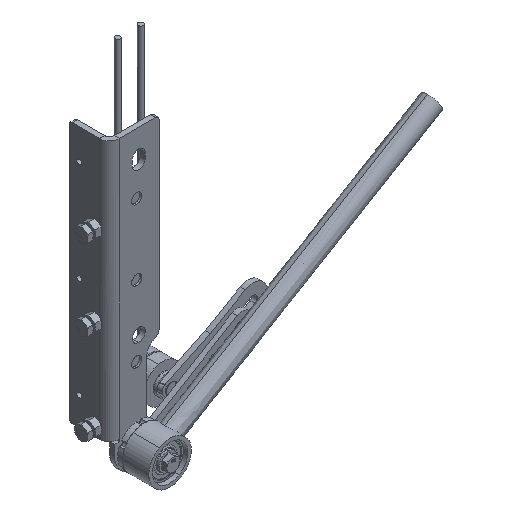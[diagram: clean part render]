
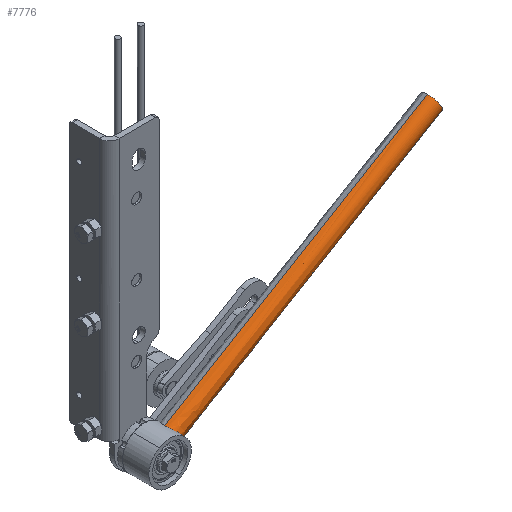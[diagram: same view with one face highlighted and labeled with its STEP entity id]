
A CAD part, isometric view. The second image highlights one B-rep face of the part: STEP entity #7776.
In plain terms, the highlighted free-form (B-spline) face has degree [2, 1] with [5, 2] control points.
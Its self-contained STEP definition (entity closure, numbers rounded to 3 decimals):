
#7662 = VERTEX_POINT('',#7663);
#7663 = CARTESIAN_POINT('',(489.255,79.669,
    203.277));
#7664 = VERTEX_POINT('',#7665);
#7665 = CARTESIAN_POINT('',(474.867,79.669,
    227.463));
#7673 = EDGE_CURVE('',#7662,#7674,#7676,.T.);
#7674 = VERTEX_POINT('',#7675);
#7675 = CARTESIAN_POINT('',(104.483,79.669,
    -25.627));
#7676 = B_SPLINE_CURVE_WITH_KNOTS('',1,(#7677,#7678),.UNSPECIFIED.,.F.,
  .F.,(2,2),(-0.,302.272),.PIECEWISE_BEZIER_KNOTS.);
#7677 = CARTESIAN_POINT('',(489.255,79.669,
    203.277));
#7678 = CARTESIAN_POINT('',(104.483,79.669,
    -25.627));
#7681 = VERTEX_POINT('',#7682);
#7682 = CARTESIAN_POINT('',(90.095,79.669,
    -1.441));
#7733 = EDGE_CURVE('',#7664,#7681,#7734,.T.);
#7734 = B_SPLINE_CURVE_WITH_KNOTS('',1,(#7735,#7736),.UNSPECIFIED.,.F.,
  .F.,(2,2),(-0.,302.272),.PIECEWISE_BEZIER_KNOTS.);
#7735 = CARTESIAN_POINT('',(474.867,79.669,
    227.463));
#7736 = CARTESIAN_POINT('',(90.095,79.669,
    -1.441));
#7752 = EDGE_CURVE('',#7664,#7662,#7753,.T.);
#7753 = ( BOUNDED_CURVE() B_SPLINE_CURVE(2,(#7754,#7755,#7756,#7757,
#7758),.UNSPECIFIED.,.F.,.F.) B_SPLINE_CURVE_WITH_KNOTS((3,2,3),(
    3.142,4.712,6.283),
.PIECEWISE_BEZIER_KNOTS.) CURVE() GEOMETRIC_REPRESENTATION_ITEM() 
RATIONAL_B_SPLINE_CURVE((1.,0.707,1.,0.707,1.)) 
REPRESENTATION_ITEM('') );
#7754 = CARTESIAN_POINT('',(474.867,79.669,
    227.463));
#7755 = CARTESIAN_POINT('',(474.867,65.598,
    227.463));
#7756 = CARTESIAN_POINT('',(482.061,65.598,
    215.37));
#7757 = CARTESIAN_POINT('',(489.255,65.598,
    203.277));
#7758 = CARTESIAN_POINT('',(489.255,79.669,
    203.277));
#7776 = ADVANCED_FACE('',(#7777),#7833,.T.);
#7777 = FACE_BOUND('',#7778,.T.);
#7778 = EDGE_LOOP('',(#7779,#7780,#7781,#7782));
#7779 = ORIENTED_EDGE('',*,*,#7673,.F.);
#7780 = ORIENTED_EDGE('',*,*,#7752,.F.);
#7781 = ORIENTED_EDGE('',*,*,#7733,.T.);
#7782 = ORIENTED_EDGE('',*,*,#7783,.F.);
#7783 = EDGE_CURVE('',#7674,#7681,#7784,.T.);
#7784 = B_SPLINE_CURVE_WITH_KNOTS('',3,(#7785,#7786,#7787,#7788,#7789,
    #7790,#7791,#7792,#7793,#7794,#7795,#7796,#7797,#7798,#7799,#7800,
    #7801,#7802,#7803,#7804,#7805,#7806,#7807,#7808,#7809,#7810,#7811,
    #7812,#7813,#7814,#7815,#7816,#7817,#7818,#7819,#7820,#7821,#7822,
    #7823,#7824,#7825,#7826,#7827,#7828,#7829,#7830,#7831,#7832),
  .UNSPECIFIED.,.F.,.F.,(4,2,2,2,2,2,2,2,2,2,2,2,2,2,2,2,2,2,2,2,2,2,2,4
    ),(0.,0.002,0.003,
    0.004,0.006,0.007,
    0.008,0.008,0.009,
    0.011,0.012,0.013,
    0.015,0.016,0.017,
    0.018,0.019,0.021,
    0.023,0.024,0.025,
    0.026,0.028,0.03),
  .UNSPECIFIED.);
#7785 = CARTESIAN_POINT('',(104.483,79.669,
    -25.627));
#7786 = CARTESIAN_POINT('',(104.483,78.725,
    -25.627));
#7787 = CARTESIAN_POINT('',(104.477,77.8,
    -25.521));
#7788 = CARTESIAN_POINT('',(104.453,76.439,
    -25.216));
#7789 = CARTESIAN_POINT('',(104.443,75.989,
    -25.09));
#7790 = CARTESIAN_POINT('',(104.416,75.099,
    -24.789));
#7791 = CARTESIAN_POINT('',(104.399,74.661,
    -24.614));
#7792 = CARTESIAN_POINT('',(104.337,73.389,
    -24.032));
#7793 = CARTESIAN_POINT('',(104.28,72.587,
    -23.563));
#7794 = CARTESIAN_POINT('',(104.155,71.447,
    -22.747));
#7795 = CARTESIAN_POINT('',(104.107,71.078,
    -22.456));
#7796 = CARTESIAN_POINT('',(103.996,70.376,
    -21.849));
#7797 = CARTESIAN_POINT('',(103.934,70.04,
    -21.531));
#7798 = CARTESIAN_POINT('',(103.793,69.4,
    -20.871));
#7799 = CARTESIAN_POINT('',(103.714,69.096,
    -20.528));
#7800 = CARTESIAN_POINT('',(103.536,68.517,
    -19.817));
#7801 = CARTESIAN_POINT('',(103.436,68.242,
    -19.446));
#7802 = CARTESIAN_POINT('',(103.108,67.475,
    -18.312));
#7803 = CARTESIAN_POINT('',(102.851,67.043,
    -17.531));
#7804 = CARTESIAN_POINT('',(102.396,66.512,
    -16.326));
#7805 = CARTESIAN_POINT('',(102.233,66.355,
    -15.919));
#7806 = CARTESIAN_POINT('',(101.88,66.082,
    -15.093));
#7807 = CARTESIAN_POINT('',(101.691,65.966,
    -14.675));
#7808 = CARTESIAN_POINT('',(101.097,65.691,
    -13.437));
#7809 = CARTESIAN_POINT('',(100.662,65.598,
    -12.623));
#7810 = CARTESIAN_POINT('',(99.946,65.597,
    -11.419));
#7811 = CARTESIAN_POINT('',(99.696,65.621,
    -11.019));
#7812 = CARTESIAN_POINT('',(99.182,65.714,
    -10.238));
#7813 = CARTESIAN_POINT('',(98.92,65.783,
    -9.858));
#7814 = CARTESIAN_POINT('',(98.385,65.967,
    -9.118));
#7815 = CARTESIAN_POINT('',(98.113,66.08,
    -8.759));
#7816 = CARTESIAN_POINT('',(97.558,66.352,
    -8.058));
#7817 = CARTESIAN_POINT('',(97.275,66.51,
    -7.716));
#7818 = CARTESIAN_POINT('',(96.422,67.048,
    -6.729));
#7819 = CARTESIAN_POINT('',(95.857,67.483,
    -6.13));
#7820 = CARTESIAN_POINT('',(94.743,68.502,
    -5.03));
#7821 = CARTESIAN_POINT('',(94.192,69.09,
    -4.529));
#7822 = CARTESIAN_POINT('',(93.165,70.374,
    -3.649));
#7823 = CARTESIAN_POINT('',(92.684,71.073,
    -3.267));
#7824 = CARTESIAN_POINT('',(92.027,72.213,
    -2.768));
#7825 = CARTESIAN_POINT('',(91.819,72.609,
    -2.615));
#7826 = CARTESIAN_POINT('',(91.436,73.415,
    -2.339));
#7827 = CARTESIAN_POINT('',(91.26,73.827,
    -2.216));
#7828 = CARTESIAN_POINT('',(90.782,75.092,
    -1.886));
#7829 = CARTESIAN_POINT('',(90.528,75.974,
    -1.72));
#7830 = CARTESIAN_POINT('',(90.182,77.815,
    -1.495));
#7831 = CARTESIAN_POINT('',(90.095,78.74,
    -1.441));
#7832 = CARTESIAN_POINT('',(90.095,79.669,
    -1.441));
#7833 = ( BOUNDED_SURFACE() B_SPLINE_SURFACE(2,1,(
    (#7834,#7835)
    ,(#7836,#7837)
    ,(#7838,#7839)
    ,(#7840,#7841)
    ,(#7842,#7843
)),.UNSPECIFIED.,.F.,.F.,.F.) B_SPLINE_SURFACE_WITH_KNOTS((3,2,3),(2,2),
  (3.142,4.712,6.283),(0.,302.272),
.PIECEWISE_BEZIER_KNOTS.) GEOMETRIC_REPRESENTATION_ITEM() 
RATIONAL_B_SPLINE_SURFACE((
    (1.,1.)
    ,(0.707,0.707)
    ,(1.,1.)
    ,(0.707,0.707)
,(1.,1.))) REPRESENTATION_ITEM('') SURFACE() );
#7834 = CARTESIAN_POINT('',(489.255,79.669,
    203.277));
#7835 = CARTESIAN_POINT('',(104.483,79.669,
    -25.627));
#7836 = CARTESIAN_POINT('',(489.255,65.598,
    203.277));
#7837 = CARTESIAN_POINT('',(104.483,65.598,
    -25.627));
#7838 = CARTESIAN_POINT('',(482.061,65.598,
    215.37));
#7839 = CARTESIAN_POINT('',(97.289,65.598,
    -13.534));
#7840 = CARTESIAN_POINT('',(474.867,65.598,
    227.463));
#7841 = CARTESIAN_POINT('',(90.095,65.598,
    -1.441));
#7842 = CARTESIAN_POINT('',(474.867,79.669,
    227.463));
#7843 = CARTESIAN_POINT('',(90.095,79.669,
    -1.441));
